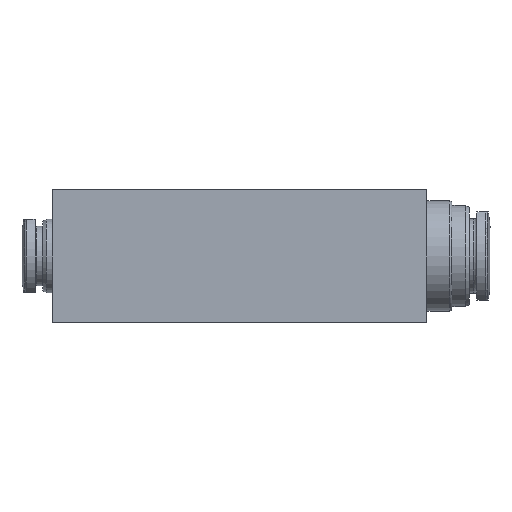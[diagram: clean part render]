
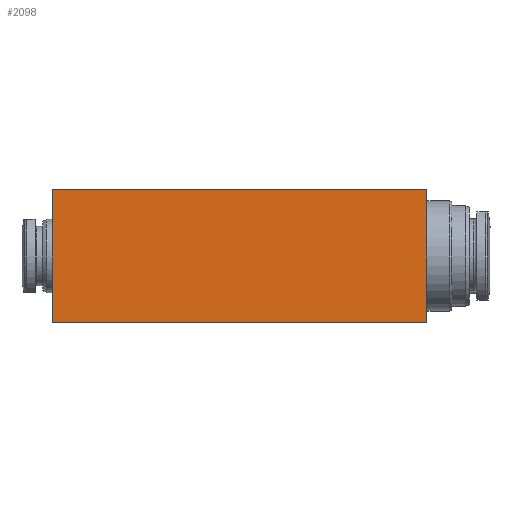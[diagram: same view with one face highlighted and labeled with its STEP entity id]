
A CAD part, front view. The second image highlights one B-rep face of the part: STEP entity #2098.
In plain terms, the highlighted planar face has unit normal (0, -1, 0).
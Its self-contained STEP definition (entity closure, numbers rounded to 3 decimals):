
#27=PLANE('',#2232);
#86=LINE('',#2925,#160);
#110=LINE('',#3002,#184);
#125=LINE('',#3115,#199);
#126=LINE('',#3116,#200);
#160=VECTOR('',#2421,1000.);
#184=VECTOR('',#2447,1000.);
#199=VECTOR('',#2520,1000.);
#200=VECTOR('',#2521,1000.);
#468=ORIENTED_EDGE('',*,*,#829,.T.);
#469=ORIENTED_EDGE('',*,*,#788,.F.);
#470=ORIENTED_EDGE('',*,*,#830,.F.);
#471=ORIENTED_EDGE('',*,*,#762,.T.);
#762=EDGE_CURVE('',#948,#947,#86,.T.);
#788=EDGE_CURVE('',#973,#974,#110,.T.);
#829=EDGE_CURVE('',#947,#974,#125,.T.);
#830=EDGE_CURVE('',#948,#973,#126,.T.);
#947=VERTEX_POINT('',#2924);
#948=VERTEX_POINT('',#2926);
#973=VERTEX_POINT('',#3001);
#974=VERTEX_POINT('',#3003);
#1129=EDGE_LOOP('',(#468,#469,#470,#471));
#1267=FACE_BOUND('',#1129,.T.);
#2098=ADVANCED_FACE('',(#1267),#27,.F.);
#2232=AXIS2_PLACEMENT_3D('',#3114,#2518,#2519);
#2421=DIRECTION('',(-1.,0.,0.));
#2447=DIRECTION('',(-1.,0.,0.));
#2518=DIRECTION('',(0.,1.,0.));
#2519=DIRECTION('',(0.,0.,1.));
#2520=DIRECTION('',(0.,0.,-1.));
#2521=DIRECTION('',(0.,0.,-1.));
#2924=CARTESIAN_POINT('',(-25.5,0.,9.));
#2925=CARTESIAN_POINT('',(25.5,0.,9.));
#2926=CARTESIAN_POINT('',(25.5,0.,9.));
#3001=CARTESIAN_POINT('',(25.5,0.,-9.));
#3002=CARTESIAN_POINT('',(25.5,0.,-9.));
#3003=CARTESIAN_POINT('',(-25.5,0.,-9.));
#3114=CARTESIAN_POINT('',(25.5,0.,9.));
#3115=CARTESIAN_POINT('',(-25.5,0.,9.));
#3116=CARTESIAN_POINT('',(25.5,0.,9.));
